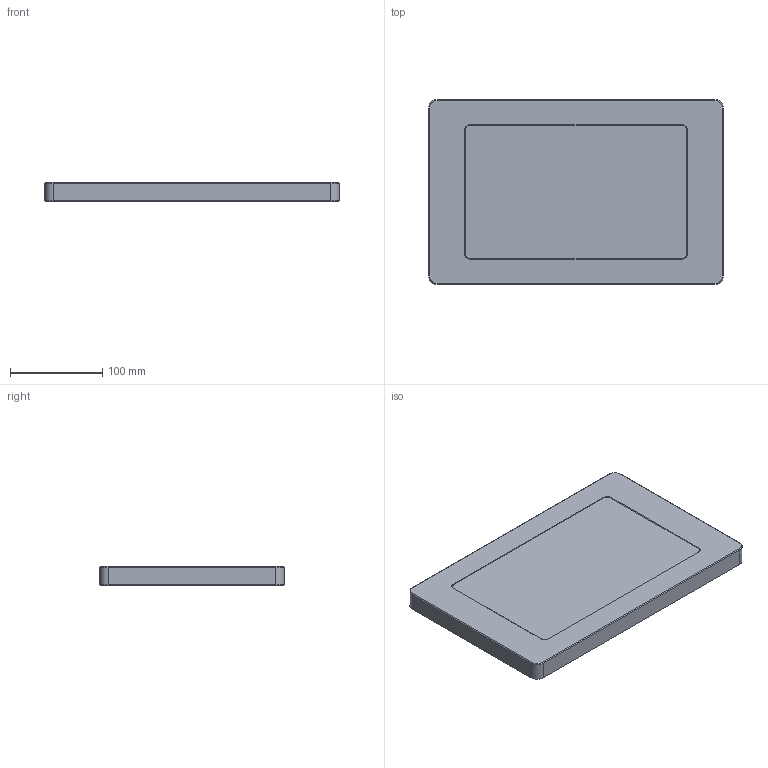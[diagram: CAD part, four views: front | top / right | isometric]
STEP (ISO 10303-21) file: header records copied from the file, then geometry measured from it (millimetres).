
FILE_DESCRIPTION(/* description */ (''),/* implementation_level */ '2;1');
FILE_NAME(/* name */ 'VB_VESA_GTA101Y19.stp',/* time_stamp */ '2019-08-26T12:22:35-04:00',/* author */ ('NickC'),/* organization */ (''),/* preprocessor_version */ 'ST-DEVELOPER v17',/* originating_system */ 'Autodesk Inventor 2019',/* authorisation */ '');
FILE_SCHEMA (('AUTOMOTIVE_DESIGN { 1 0 10303 214 3 1 1 }'));
Length unit declared in the file: inch
Products named in the file (1): Part1
Bounding box: 318.87 x 200.23 x 20.85 mm (x, y, z)
Volume: 1310091.2 mm3; surface area: 149662.6 mm2
Topology: 1 solids, 9 shells, 919 faces, 2418 edges, 1610 vertices
Faces by surface type: plane 689, cylinder 95, cone 87, bspline 48
Full cylindrical faces by diameter (mm): 2.438 x22, 3.251 x4, 3.306 x16, 4.166 x8, 4.978 x8, 38.1 x1
Entity records: 32108 total; most frequent: CARTESIAN_POINT 9100, ORIENTED_EDGE 4836, DIRECTION 4164, EDGE_CURVE 2418, LINE 1808, VECTOR 1808, VERTEX_POINT 1610, AXIS2_PLACEMENT_3D 1178
